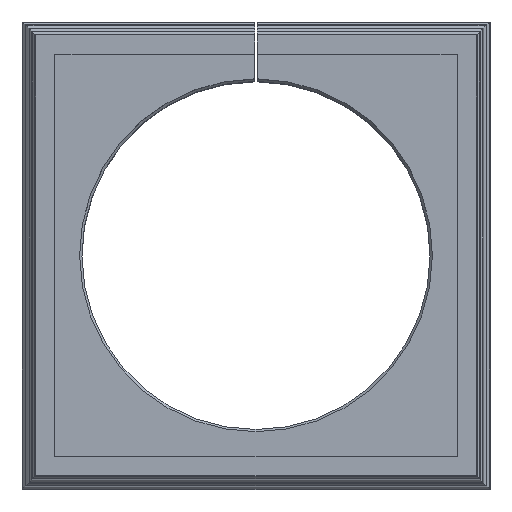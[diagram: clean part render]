
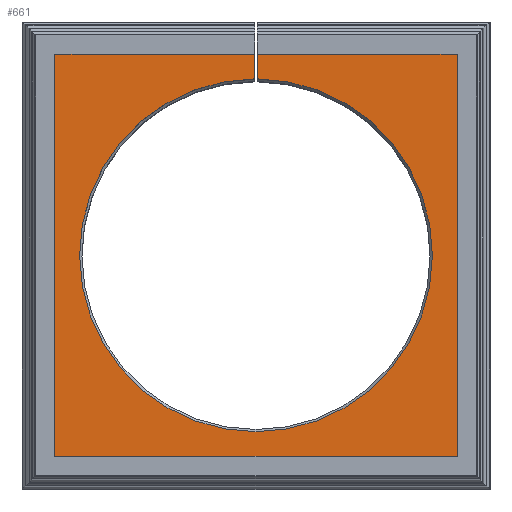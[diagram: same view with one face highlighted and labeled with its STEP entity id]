
A CAD part, top view. The second image highlights one B-rep face of the part: STEP entity #661.
In plain terms, the highlighted planar face has unit normal (0, 0, 1).
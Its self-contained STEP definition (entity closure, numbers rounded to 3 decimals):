
#97=FACE_OUTER_BOUND('',#928,.T.);
#201=LINE('',#3234,#418);
#301=LINE('',#3435,#518);
#302=LINE('',#3438,#519);
#303=LINE('',#3440,#520);
#304=LINE('',#3442,#521);
#305=LINE('',#3444,#522);
#306=LINE('',#3445,#523);
#418=VECTOR('',#2503,1.);
#518=VECTOR('',#2687,1.);
#519=VECTOR('',#2688,1.);
#520=VECTOR('',#2689,1.);
#521=VECTOR('',#2690,1.);
#522=VECTOR('',#2691,1.);
#523=VECTOR('',#2692,1.);
#661=ADVANCED_FACE('',(#97),#784,.T.);
#784=PLANE('',#2366);
#844=CIRCLE('',#2365,7.5);
#928=EDGE_LOOP('',(#1270,#1271,#1272,#1273,#1274,#1275,#1276,#1277));
#1270=ORIENTED_EDGE('',*,*,#2045,.F.);
#1271=ORIENTED_EDGE('',*,*,#2046,.T.);
#1272=ORIENTED_EDGE('',*,*,#2047,.T.);
#1273=ORIENTED_EDGE('',*,*,#2048,.T.);
#1274=ORIENTED_EDGE('',*,*,#2049,.T.);
#1275=ORIENTED_EDGE('',*,*,#1943,.T.);
#1276=ORIENTED_EDGE('',*,*,#2050,.F.);
#1277=ORIENTED_EDGE('',*,*,#2051,.F.);
#1725=VERTEX_POINT('',#3232);
#1727=VERTEX_POINT('',#3235);
#1786=VERTEX_POINT('',#3436);
#1787=VERTEX_POINT('',#3437);
#1788=VERTEX_POINT('',#3439);
#1789=VERTEX_POINT('',#3441);
#1790=VERTEX_POINT('',#3443);
#1791=VERTEX_POINT('',#3446);
#1943=EDGE_CURVE('',#1727,#1725,#201,.T.);
#2045=EDGE_CURVE('',#1786,#1787,#301,.T.);
#2046=EDGE_CURVE('',#1786,#1788,#302,.T.);
#2047=EDGE_CURVE('',#1788,#1789,#303,.T.);
#2048=EDGE_CURVE('',#1789,#1790,#304,.T.);
#2049=EDGE_CURVE('',#1790,#1727,#305,.T.);
#2050=EDGE_CURVE('',#1791,#1725,#306,.T.);
#2051=EDGE_CURVE('',#1787,#1791,#844,.T.);
#2365=AXIS2_PLACEMENT_3D('',#3447,#2693,#2694);
#2366=AXIS2_PLACEMENT_3D('',#3448,#2695,#2696);
#2503=DIRECTION('',(-1.,0.,0.));
#2687=DIRECTION('',(0.,-1.,0.));
#2688=DIRECTION('',(-1.,0.,0.));
#2689=DIRECTION('',(0.,-1.,0.));
#2690=DIRECTION('',(1.,0.,0.));
#2691=DIRECTION('',(0.,1.,0.));
#2692=DIRECTION('',(0.,1.,0.));
#2693=DIRECTION('',(0.,0.,1.));
#2694=DIRECTION('',(1.,0.,0.));
#2695=DIRECTION('',(0.,0.,1.));
#2696=DIRECTION('',(-1.,0.,0.));
#3232=CARTESIAN_POINT('',(0.05,8.55,17.7));
#3234=CARTESIAN_POINT('',(8.55,8.55,17.7));
#3235=CARTESIAN_POINT('',(8.55,8.55,17.7));
#3435=CARTESIAN_POINT('',(-0.05,0.,17.7));
#3436=CARTESIAN_POINT('',(-0.05,8.55,17.7));
#3437=CARTESIAN_POINT('',(-0.05,7.5,17.7));
#3438=CARTESIAN_POINT('',(8.55,8.55,17.7));
#3439=CARTESIAN_POINT('',(-8.55,8.55,17.7));
#3440=CARTESIAN_POINT('',(-8.55,8.55,17.7));
#3441=CARTESIAN_POINT('',(-8.55,-8.55,17.7));
#3442=CARTESIAN_POINT('',(-8.55,-8.55,17.7));
#3443=CARTESIAN_POINT('',(8.55,-8.55,17.7));
#3444=CARTESIAN_POINT('',(8.55,-8.55,17.7));
#3445=CARTESIAN_POINT('',(0.05,0.,17.7));
#3446=CARTESIAN_POINT('',(0.05,7.5,17.7));
#3447=CARTESIAN_POINT('',(0.,0.,17.7));
#3448=CARTESIAN_POINT('',(0.,0.,17.7));
